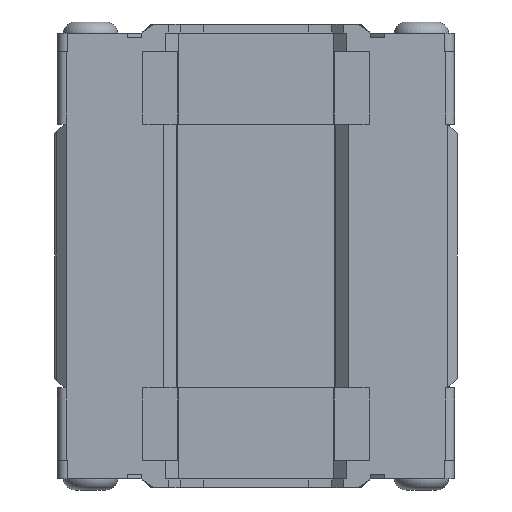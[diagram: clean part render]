
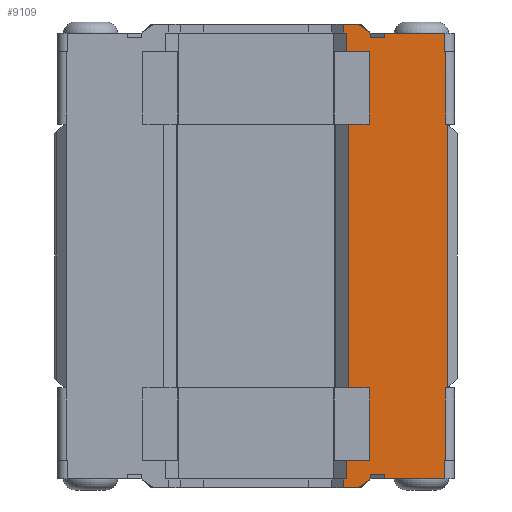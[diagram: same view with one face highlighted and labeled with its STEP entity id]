
A CAD part, front view. The second image highlights one B-rep face of the part: STEP entity #9109.
In plain terms, the highlighted planar face has unit normal (0, -1, 0).
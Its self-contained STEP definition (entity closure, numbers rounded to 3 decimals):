
#503=PLANE('',#9940);
#979=FACE_OUTER_BOUND('',#1495,.T.);
#1495=EDGE_LOOP('',(#8383,#8384,#8385,#8386,#8387,#8388,#8389,#8390,#8391,
#8392,#8393,#8394,#8395,#8396,#8397,#8398,#8399,#8400,#8401,#8402,#8403,
#8404,#8405,#8406,#8407,#8408,#8409,#8410,#8411,#8412,#8413,#8414,#8415,
#8416));
#1569=LINE('',#12704,#2539);
#1587=LINE('',#12765,#2557);
#1590=LINE('',#12771,#2560);
#1650=LINE('',#12927,#2620);
#1738=LINE('',#13160,#2708);
#1762=LINE('',#13233,#2732);
#1764=LINE('',#13238,#2734);
#1783=LINE('',#13288,#2753);
#1823=LINE('',#13383,#2793);
#1826=LINE('',#13388,#2796);
#1828=LINE('',#13393,#2798);
#1833=LINE('',#13402,#2803);
#1843=LINE('',#13423,#2813);
#1855=LINE('',#13447,#2825);
#1857=LINE('',#13450,#2827);
#1858=LINE('',#13454,#2828);
#2081=LINE('',#14046,#3051);
#2088=LINE('',#14074,#3058);
#2145=LINE('',#14218,#3115);
#2147=LINE('',#14221,#3117);
#2177=LINE('',#14317,#3147);
#2184=LINE('',#14341,#3154);
#2245=LINE('',#14509,#3215);
#2247=LINE('',#14512,#3217);
#2299=LINE('',#14655,#3269);
#2305=LINE('',#14675,#3275);
#2309=LINE('',#14698,#3279);
#2312=LINE('',#14708,#3282);
#2362=LINE('',#14857,#3332);
#2366=LINE('',#14867,#3336);
#2394=LINE('',#14970,#3364);
#2446=LINE('',#15077,#3416);
#2458=LINE('',#15101,#3428);
#2467=LINE('',#15132,#3437);
#2539=VECTOR('',#10110,10.);
#2557=VECTOR('',#10160,10.);
#2560=VECTOR('',#10165,10.);
#2620=VECTOR('',#10311,10.);
#2708=VECTOR('',#10507,10.);
#2732=VECTOR('',#10581,10.);
#2734=VECTOR('',#10585,10.);
#2753=VECTOR('',#10642,10.);
#2793=VECTOR('',#10710,10.);
#2796=VECTOR('',#10715,10.);
#2798=VECTOR('',#10721,10.);
#2803=VECTOR('',#10728,10.);
#2813=VECTOR('',#10744,10.);
#2825=VECTOR('',#10764,10.);
#2827=VECTOR('',#10768,10.);
#2828=VECTOR('',#10773,10.);
#3051=VECTOR('',#11340,10.);
#3058=VECTOR('',#11361,10.);
#3115=VECTOR('',#11524,10.);
#3117=VECTOR('',#11528,10.);
#3147=VECTOR('',#11614,10.);
#3154=VECTOR('',#11633,10.);
#3215=VECTOR('',#11816,10.);
#3217=VECTOR('',#11820,10.);
#3269=VECTOR('',#11982,10.);
#3275=VECTOR('',#12008,10.);
#3279=VECTOR('',#12040,10.);
#3282=VECTOR('',#12053,10.);
#3332=VECTOR('',#12205,10.);
#3336=VECTOR('',#12219,10.);
#3364=VECTOR('',#12307,10.);
#3416=VECTOR('',#12425,10.);
#3428=VECTOR('',#12445,10.);
#3437=VECTOR('',#12488,10.);
#3831=VERTEX_POINT('',#12701);
#3832=VERTEX_POINT('',#12703);
#3859=VERTEX_POINT('',#12763);
#3860=VERTEX_POINT('',#12767);
#3914=VERTEX_POINT('',#12925);
#4004=VERTEX_POINT('',#13157);
#4005=VERTEX_POINT('',#13159);
#4029=VERTEX_POINT('',#13231);
#4031=VERTEX_POINT('',#13236);
#4043=VERTEX_POINT('',#13287);
#4083=VERTEX_POINT('',#13381);
#4084=VERTEX_POINT('',#13382);
#4085=VERTEX_POINT('',#13387);
#4086=VERTEX_POINT('',#13392);
#4089=VERTEX_POINT('',#13400);
#4095=VERTEX_POINT('',#13417);
#4097=VERTEX_POINT('',#13421);
#4104=VERTEX_POINT('',#13444);
#4105=VERTEX_POINT('',#13446);
#4106=VERTEX_POINT('',#13453);
#4303=VERTEX_POINT('',#14044);
#4316=VERTEX_POINT('',#14071);
#4317=VERTEX_POINT('',#14073);
#4388=VERTEX_POINT('',#14314);
#4389=VERTEX_POINT('',#14316);
#4400=VERTEX_POINT('',#14340);
#4481=VERTEX_POINT('',#14652);
#4482=VERTEX_POINT('',#14654);
#4491=VERTEX_POINT('',#14697);
#4493=VERTEX_POINT('',#14707);
#4541=VERTEX_POINT('',#14855);
#4542=VERTEX_POINT('',#14865);
#4587=VERTEX_POINT('',#14969);
#4608=VERTEX_POINT('',#15071);
#4698=EDGE_CURVE('',#3832,#3831,#1569,.T.);
#4729=EDGE_CURVE('',#3831,#3859,#1587,.T.);
#4732=EDGE_CURVE('',#3860,#3832,#1590,.T.);
#4810=EDGE_CURVE('',#3914,#3859,#1650,.T.);
#4926=EDGE_CURVE('',#4005,#4004,#1738,.T.);
#4963=EDGE_CURVE('',#4029,#4005,#1762,.T.);
#4965=EDGE_CURVE('',#4004,#4031,#1764,.T.);
#4990=EDGE_CURVE('',#4029,#4043,#1783,.T.);
#5037=EDGE_CURVE('',#4083,#4084,#1823,.T.);
#5040=EDGE_CURVE('',#4085,#4083,#1826,.T.);
#5042=EDGE_CURVE('',#4086,#4085,#1828,.T.);
#5047=EDGE_CURVE('',#4084,#4089,#1833,.T.);
#5057=EDGE_CURVE('',#4095,#4097,#1843,.T.);
#5069=EDGE_CURVE('',#4105,#4104,#1855,.T.);
#5071=EDGE_CURVE('',#4097,#4105,#1857,.T.);
#5072=EDGE_CURVE('',#4095,#4106,#1858,.T.);
#5357=EDGE_CURVE('',#4303,#4089,#2081,.T.);
#5370=EDGE_CURVE('',#4317,#4316,#2088,.T.);
#5443=EDGE_CURVE('',#4317,#4303,#2145,.T.);
#5445=EDGE_CURVE('',#4316,#3860,#2147,.T.);
#5492=EDGE_CURVE('',#4388,#4389,#2177,.T.);
#5504=EDGE_CURVE('',#4400,#4106,#2184,.T.);
#5589=EDGE_CURVE('',#4400,#4388,#2245,.T.);
#5591=EDGE_CURVE('',#4031,#4389,#2247,.T.);
#5658=EDGE_CURVE('',#4482,#4481,#2299,.T.);
#5669=EDGE_CURVE('',#4482,#3914,#2305,.T.);
#5681=EDGE_CURVE('',#4491,#4043,#2309,.T.);
#5685=EDGE_CURVE('',#4493,#4491,#2312,.T.);
#5761=EDGE_CURVE('',#4541,#4481,#2362,.T.);
#5765=EDGE_CURVE('',#4542,#4541,#2366,.T.);
#5817=EDGE_CURVE('',#4587,#4493,#2394,.T.);
#5871=EDGE_CURVE('',#4587,#4608,#2446,.T.);
#5883=EDGE_CURVE('',#4542,#4608,#2458,.T.);
#5897=EDGE_CURVE('',#4086,#4104,#2467,.T.);
#8383=ORIENTED_EDGE('',*,*,#4729,.T.);
#8384=ORIENTED_EDGE('',*,*,#4810,.F.);
#8385=ORIENTED_EDGE('',*,*,#5669,.F.);
#8386=ORIENTED_EDGE('',*,*,#5658,.T.);
#8387=ORIENTED_EDGE('',*,*,#5761,.F.);
#8388=ORIENTED_EDGE('',*,*,#5765,.F.);
#8389=ORIENTED_EDGE('',*,*,#5883,.T.);
#8390=ORIENTED_EDGE('',*,*,#5871,.F.);
#8391=ORIENTED_EDGE('',*,*,#5817,.T.);
#8392=ORIENTED_EDGE('',*,*,#5685,.T.);
#8393=ORIENTED_EDGE('',*,*,#5681,.T.);
#8394=ORIENTED_EDGE('',*,*,#4990,.F.);
#8395=ORIENTED_EDGE('',*,*,#4963,.T.);
#8396=ORIENTED_EDGE('',*,*,#4926,.T.);
#8397=ORIENTED_EDGE('',*,*,#4965,.T.);
#8398=ORIENTED_EDGE('',*,*,#5591,.T.);
#8399=ORIENTED_EDGE('',*,*,#5492,.F.);
#8400=ORIENTED_EDGE('',*,*,#5589,.F.);
#8401=ORIENTED_EDGE('',*,*,#5504,.T.);
#8402=ORIENTED_EDGE('',*,*,#5072,.F.);
#8403=ORIENTED_EDGE('',*,*,#5057,.T.);
#8404=ORIENTED_EDGE('',*,*,#5071,.T.);
#8405=ORIENTED_EDGE('',*,*,#5069,.T.);
#8406=ORIENTED_EDGE('',*,*,#5897,.F.);
#8407=ORIENTED_EDGE('',*,*,#5042,.T.);
#8408=ORIENTED_EDGE('',*,*,#5040,.T.);
#8409=ORIENTED_EDGE('',*,*,#5037,.T.);
#8410=ORIENTED_EDGE('',*,*,#5047,.T.);
#8411=ORIENTED_EDGE('',*,*,#5357,.F.);
#8412=ORIENTED_EDGE('',*,*,#5443,.F.);
#8413=ORIENTED_EDGE('',*,*,#5370,.T.);
#8414=ORIENTED_EDGE('',*,*,#5445,.T.);
#8415=ORIENTED_EDGE('',*,*,#4732,.T.);
#8416=ORIENTED_EDGE('',*,*,#4698,.T.);
#9109=ADVANCED_FACE('',(#979),#503,.T.);
#9940=AXIS2_PLACEMENT_3D('',#15131,#12486,#12487);
#10110=DIRECTION('',(1.,0.,0.));
#10160=DIRECTION('',(0.,0.,-1.));
#10165=DIRECTION('',(0.,0.,1.));
#10311=DIRECTION('',(-1.,0.,0.));
#10507=DIRECTION('',(-1.,0.,0.));
#10581=DIRECTION('',(0.,0.,-1.));
#10585=DIRECTION('',(0.,0.,1.));
#10642=DIRECTION('',(1.,0.,0.));
#10710=DIRECTION('',(-1.,0.,0.));
#10715=DIRECTION('',(0.,0.,-1.));
#10721=DIRECTION('',(1.,0.,0.));
#10728=DIRECTION('',(0.,0.,-1.));
#10744=DIRECTION('',(1.,0.,0.));
#10764=DIRECTION('',(-1.,0.,0.));
#10768=DIRECTION('',(0.,0.,-1.));
#10773=DIRECTION('',(0.,0.,1.));
#11340=DIRECTION('',(1.,0.,0.));
#11361=DIRECTION('',(1.,0.,0.));
#11524=DIRECTION('',(0.,0.,1.));
#11528=DIRECTION('',(0.816,0.,0.577));
#11614=DIRECTION('',(1.,0.,0.));
#11633=DIRECTION('',(1.,0.,0.));
#11816=DIRECTION('',(0.,0.,1.));
#11820=DIRECTION('',(-0.816,0.,0.577));
#11982=DIRECTION('',(1.,0.,0.));
#12008=DIRECTION('',(0.,0.,-1.));
#12040=DIRECTION('',(0.,0.,1.));
#12053=DIRECTION('',(-1.,0.,0.));
#12205=DIRECTION('',(0.,0.,-1.));
#12219=DIRECTION('',(-1.,0.,0.));
#12307=DIRECTION('',(0.,0.,1.));
#12425=DIRECTION('',(1.,0.,0.));
#12445=DIRECTION('',(0.,0.,1.));
#12486=DIRECTION('center_axis',(0.,-1.,0.));
#12487=DIRECTION('ref_axis',(1.,0.,0.));
#12488=DIRECTION('',(0.,0.,1.));
#12701=CARTESIAN_POINT('',(13.401,-18.4,-22.75));
#12703=CARTESIAN_POINT('',(11.987,-18.4,-22.75));
#12704=CARTESIAN_POINT('',(4.825,-18.4,-22.75));
#12763=CARTESIAN_POINT('',(13.401,-18.4,-23.25));
#12765=CARTESIAN_POINT('',(13.401,-18.4,-14.125));
#12767=CARTESIAN_POINT('',(11.987,-18.4,-23.25));
#12771=CARTESIAN_POINT('',(11.987,-18.4,-14.125));
#12925=CARTESIAN_POINT('',(19.7,-18.4,-23.25));
#12927=CARTESIAN_POINT('',(9.41,-18.4,-23.25));
#13157=CARTESIAN_POINT('',(11.987,-18.4,22.75));
#13159=CARTESIAN_POINT('',(13.401,-18.4,22.75));
#13160=CARTESIAN_POINT('',(4.825,-18.4,22.75));
#13231=CARTESIAN_POINT('',(13.401,-18.4,23.25));
#13233=CARTESIAN_POINT('',(13.401,-18.4,11.375));
#13236=CARTESIAN_POINT('',(11.987,-18.4,23.25));
#13238=CARTESIAN_POINT('',(11.987,-18.4,11.375));
#13287=CARTESIAN_POINT('',(19.7,-18.4,23.25));
#13288=CARTESIAN_POINT('',(9.41,-18.4,23.25));
#13381=CARTESIAN_POINT('',(11.8,-18.4,-21.35));
#13382=CARTESIAN_POINT('',(9.41,-18.4,-21.35));
#13383=CARTESIAN_POINT('',(4.825,-18.4,-21.35));
#13387=CARTESIAN_POINT('',(11.8,-18.4,-13.75));
#13388=CARTESIAN_POINT('',(11.8,-18.4,-6.875));
#13392=CARTESIAN_POINT('',(9.65,-18.4,-13.75));
#13393=CARTESIAN_POINT('',(4.825,-18.4,-13.75));
#13400=CARTESIAN_POINT('',(9.41,-18.4,-23.25));
#13402=CARTESIAN_POINT('',(9.41,-18.4,-13.75));
#13417=CARTESIAN_POINT('',(9.41,-18.4,21.35));
#13421=CARTESIAN_POINT('',(11.8,-18.4,21.35));
#13423=CARTESIAN_POINT('',(4.825,-18.4,21.35));
#13444=CARTESIAN_POINT('',(9.65,-18.4,13.75));
#13446=CARTESIAN_POINT('',(11.8,-18.4,13.75));
#13447=CARTESIAN_POINT('',(4.825,-18.4,13.75));
#13450=CARTESIAN_POINT('',(11.8,-18.4,6.875));
#13453=CARTESIAN_POINT('',(9.41,-18.4,23.25));
#13454=CARTESIAN_POINT('',(9.41,-18.4,13.75));
#14044=CARTESIAN_POINT('',(9.13,-18.4,-23.25));
#14046=CARTESIAN_POINT('',(9.13,-18.4,-23.25));
#14071=CARTESIAN_POINT('',(10.714,-18.4,-24.15));
#14073=CARTESIAN_POINT('',(9.13,-18.4,-24.15));
#14074=CARTESIAN_POINT('',(9.13,-18.4,-24.15));
#14218=CARTESIAN_POINT('',(9.13,-18.4,-24.15));
#14221=CARTESIAN_POINT('',(10.714,-18.4,-24.15));
#14314=CARTESIAN_POINT('',(9.13,-18.4,24.15));
#14316=CARTESIAN_POINT('',(10.714,-18.4,24.15));
#14317=CARTESIAN_POINT('',(9.13,-18.4,24.15));
#14340=CARTESIAN_POINT('',(9.13,-18.4,23.25));
#14341=CARTESIAN_POINT('',(9.13,-18.4,23.25));
#14509=CARTESIAN_POINT('',(9.13,-18.4,23.25));
#14512=CARTESIAN_POINT('',(11.987,-18.4,23.25));
#14652=CARTESIAN_POINT('',(19.8,-18.4,-21.35));
#14654=CARTESIAN_POINT('',(19.7,-18.4,-21.35));
#14655=CARTESIAN_POINT('',(4.825,-18.4,-21.35));
#14675=CARTESIAN_POINT('',(19.7,-18.4,-23.25));
#14697=CARTESIAN_POINT('',(19.7,-18.4,21.35));
#14698=CARTESIAN_POINT('',(19.7,-18.4,23.25));
#14707=CARTESIAN_POINT('',(19.8,-18.4,21.35));
#14708=CARTESIAN_POINT('',(4.825,-18.4,21.35));
#14855=CARTESIAN_POINT('',(19.8,-18.4,-13.75));
#14857=CARTESIAN_POINT('',(19.8,-18.4,-13.75));
#14865=CARTESIAN_POINT('',(20.,-18.4,-13.75));
#14867=CARTESIAN_POINT('',(9.65,-18.4,-13.75));
#14969=CARTESIAN_POINT('',(19.8,-18.4,13.75));
#14970=CARTESIAN_POINT('',(19.8,-18.4,13.75));
#15071=CARTESIAN_POINT('',(20.,-18.4,13.75));
#15077=CARTESIAN_POINT('',(9.65,-18.4,13.75));
#15101=CARTESIAN_POINT('',(20.,-18.4,0.));
#15131=CARTESIAN_POINT('Origin',(9.65,-18.4,0.));
#15132=CARTESIAN_POINT('',(9.65,-18.4,0.));
